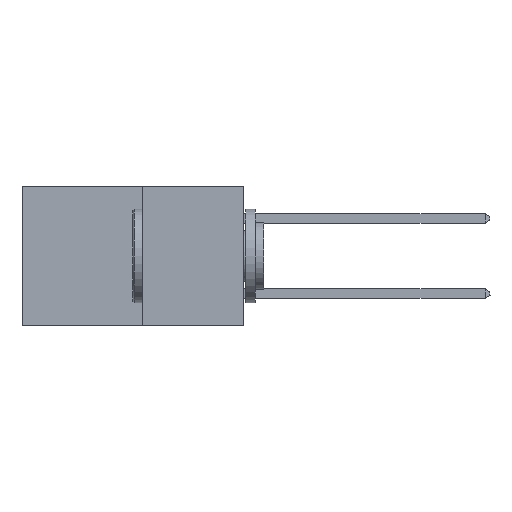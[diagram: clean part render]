
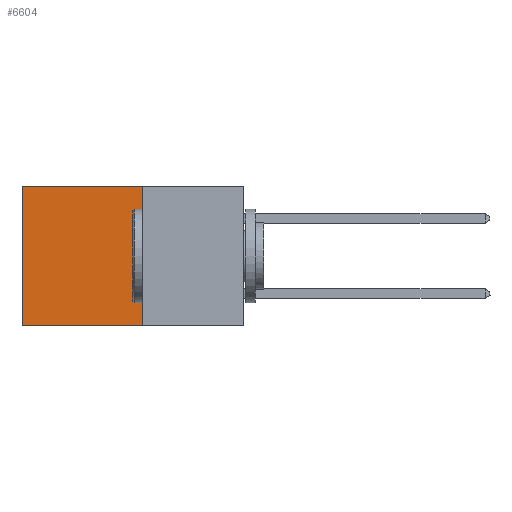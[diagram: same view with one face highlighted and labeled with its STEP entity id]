
A CAD part, left-side view. The second image highlights one B-rep face of the part: STEP entity #6604.
In plain terms, the highlighted planar face has unit normal (-1, 0, 0).
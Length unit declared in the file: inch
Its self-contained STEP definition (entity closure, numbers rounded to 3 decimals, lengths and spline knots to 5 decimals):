
#45 = CARTESIAN_POINT ( 'NONE',  ( 0.277, 0.59, 0. ) ) ;
#560 = CARTESIAN_POINT ( 'NONE',  ( 0.277, 0.27, -0.37 ) ) ;
#1027 = ORIENTED_EDGE ( 'NONE', *, *, #11612, .F. ) ;
#1992 = EDGE_LOOP ( 'NONE', ( #8869, #1027, #2971, #4509 ) ) ;
#2861 = CARTESIAN_POINT ( 'NONE',  ( 0.277, 0.27, -0.37 ) ) ;
#2971 = ORIENTED_EDGE ( 'NONE', *, *, #12628, .F. ) ;
#3050 = VERTEX_POINT ( 'NONE', #13845 ) ;
#3131 = CARTESIAN_POINT ( 'NONE',  ( 0.277, 0.59, -0.37 ) ) ;
#3972 = VECTOR ( 'NONE', #8685, 39.37008 ) ;
#4509 = ORIENTED_EDGE ( 'NONE', *, *, #10620, .T. ) ;
#5352 = AXIS2_PLACEMENT_3D ( 'NONE', #10701, #10673, #10671 ) ;
#5575 = LINE ( 'NONE', #9526, #8425 ) ;
#6486 = DIRECTION ( 'NONE',  ( 0., 0., -1. ) ) ;
#6604 = ADVANCED_FACE ( 'NONE', ( #11085 ), #10727, .F. ) ;
#6664 = DIRECTION ( 'NONE',  ( 0., 1., 0. ) ) ;
#6803 = EDGE_CURVE ( 'NONE', #14391, #7668, #5575, .T. ) ;
#7200 = LINE ( 'NONE', #9728, #3972 ) ;
#7321 = VECTOR ( 'NONE', #6486, 39.37008 ) ;
#7668 = VERTEX_POINT ( 'NONE', #3131 ) ;
#7705 = LINE ( 'NONE', #2861, #7321 ) ;
#8425 = VECTOR ( 'NONE', #9380, 39.37008 ) ;
#8506 = VERTEX_POINT ( 'NONE', #11401 ) ;
#8685 = DIRECTION ( 'NONE',  ( 0., 1., 0. ) ) ;
#8869 = ORIENTED_EDGE ( 'NONE', *, *, #6803, .T. ) ;
#8874 = LINE ( 'NONE', #560, #14922 ) ;
#9380 = DIRECTION ( 'NONE',  ( 0., 0., -1. ) ) ;
#9526 = CARTESIAN_POINT ( 'NONE',  ( 0.277, 0.59, -0.37 ) ) ;
#9728 = CARTESIAN_POINT ( 'NONE',  ( 0.277, 0.27, 0. ) ) ;
#10620 = EDGE_CURVE ( 'NONE', #3050, #14391, #7200, .T. ) ;
#10671 = DIRECTION ( 'NONE',  ( 0., 0., -1. ) ) ;
#10673 = DIRECTION ( 'NONE',  ( 1., 0., 0. ) ) ;
#10701 = CARTESIAN_POINT ( 'NONE',  ( 0.277, 0.27, -0.37 ) ) ;
#10727 = PLANE ( 'NONE',  #5352 ) ;
#11085 = FACE_OUTER_BOUND ( 'NONE', #1992, .T. ) ;
#11401 = CARTESIAN_POINT ( 'NONE',  ( 0.277, 0.27, -0.37 ) ) ;
#11612 = EDGE_CURVE ( 'NONE', #8506, #7668, #8874, .T. ) ;
#12628 = EDGE_CURVE ( 'NONE', #3050, #8506, #7705, .T. ) ;
#13845 = CARTESIAN_POINT ( 'NONE',  ( 0.277, 0.27, 0. ) ) ;
#14391 = VERTEX_POINT ( 'NONE', #45 ) ;
#14922 = VECTOR ( 'NONE', #6664, 39.37008 ) ;
